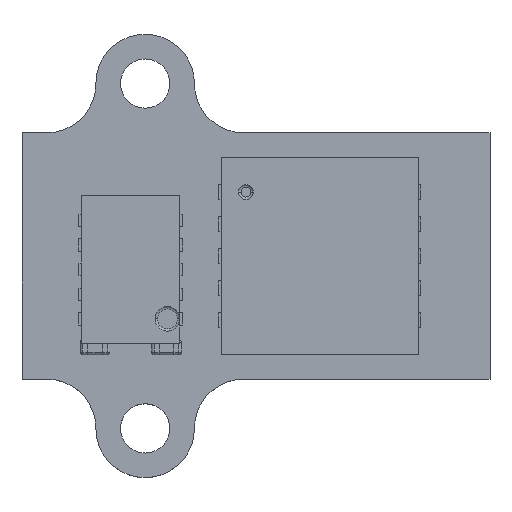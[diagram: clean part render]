
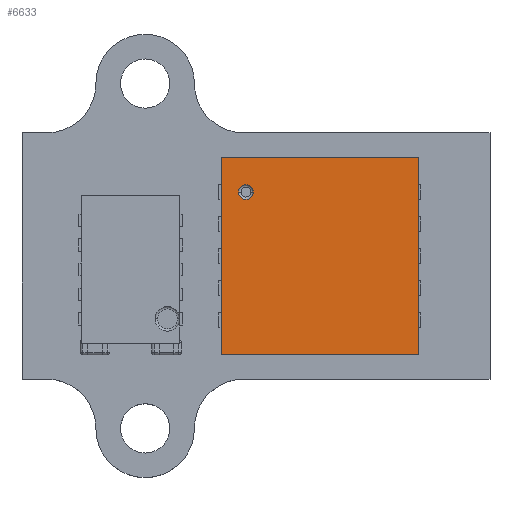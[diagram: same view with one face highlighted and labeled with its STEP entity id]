
A CAD part, top view. The second image highlights one B-rep face of the part: STEP entity #6633.
In plain terms, the highlighted face is planar.
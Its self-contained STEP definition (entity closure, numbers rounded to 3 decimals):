
#6207 = TOROIDAL_SURFACE('',#6208,0.1,0.05);
#6208 = AXIS2_PLACEMENT_3D('',#6209,#6210,#6211);
#6209 = CARTESIAN_POINT('',(-1.3,0.8,1.5));
#6210 = DIRECTION('',(0.,1.,0.));
#6211 = DIRECTION('',(0.,0.,1.));
#6234 = TOROIDAL_SURFACE('',#6235,0.1,0.05);
#6235 = AXIS2_PLACEMENT_3D('',#6236,#6237,#6238);
#6236 = CARTESIAN_POINT('',(-1.3,0.8,1.5));
#6237 = DIRECTION('',(0.,1.,0.));
#6238 = DIRECTION('',(0.,0.,1.));
#6250 = VERTEX_POINT('',#6251);
#6251 = CARTESIAN_POINT('',(-1.3,0.8,1.65));
#6273 = EDGE_CURVE('',#6274,#6250,#6276,.T.);
#6274 = VERTEX_POINT('',#6275);
#6275 = CARTESIAN_POINT('',(-1.3,0.8,1.35));
#6276 = SURFACE_CURVE('',#6277,(#6282,#6289),.PCURVE_S1.);
#6277 = CIRCLE('',#6278,0.15);
#6278 = AXIS2_PLACEMENT_3D('',#6279,#6280,#6281);
#6279 = CARTESIAN_POINT('',(-1.3,0.8,1.5));
#6280 = DIRECTION('',(0.,1.,0.));
#6281 = DIRECTION('',(0.,0.,1.));
#6282 = PCURVE('',#6234,#6283);
#6283 = DEFINITIONAL_REPRESENTATION('',(#6284),#6288);
#6284 = LINE('',#6285,#6286);
#6285 = CARTESIAN_POINT('',(0.,6.283));
#6286 = VECTOR('',#6287,1.);
#6287 = DIRECTION('',(1.,0.));
#6288 = ( GEOMETRIC_REPRESENTATION_CONTEXT(2) 
PARAMETRIC_REPRESENTATION_CONTEXT() REPRESENTATION_CONTEXT('2D SPACE',''
  ) );
#6289 = PCURVE('',#6290,#6295);
#6290 = PLANE('',#6291);
#6291 = AXIS2_PLACEMENT_3D('',#6292,#6293,#6294);
#6292 = CARTESIAN_POINT('',(0.,0.8,0.));
#6293 = DIRECTION('',(0.,1.,0.));
#6294 = DIRECTION('',(0.,0.,1.));
#6295 = DEFINITIONAL_REPRESENTATION('',(#6296),#6300);
#6296 = CIRCLE('',#6297,0.15);
#6297 = AXIS2_PLACEMENT_2D('',#6298,#6299);
#6298 = CARTESIAN_POINT('',(1.5,-1.3));
#6299 = DIRECTION('',(1.,0.));
#6300 = ( GEOMETRIC_REPRESENTATION_CONTEXT(2) 
PARAMETRIC_REPRESENTATION_CONTEXT() REPRESENTATION_CONTEXT('2D SPACE',''
  ) );
#6329 = VERTEX_POINT('',#6330);
#6330 = CARTESIAN_POINT('',(-2.,0.8,-2.));
#6339 = PLANE('',#6340);
#6340 = AXIS2_PLACEMENT_3D('',#6341,#6342,#6343);
#6341 = CARTESIAN_POINT('',(-2.,0.8,2.));
#6342 = DIRECTION('',(1.,0.,0.));
#6343 = DIRECTION('',(0.,0.,-1.));
#6351 = PLANE('',#6352);
#6352 = AXIS2_PLACEMENT_3D('',#6353,#6354,#6355);
#6353 = CARTESIAN_POINT('',(2.,0.8,-2.));
#6354 = DIRECTION('',(0.,0.,1.));
#6355 = DIRECTION('',(1.,0.,0.));
#6363 = EDGE_CURVE('',#6329,#6364,#6366,.T.);
#6364 = VERTEX_POINT('',#6365);
#6365 = CARTESIAN_POINT('',(-2.,0.8,2.));
#6366 = SURFACE_CURVE('',#6367,(#6371,#6378),.PCURVE_S1.);
#6367 = LINE('',#6368,#6369);
#6368 = CARTESIAN_POINT('',(-2.,0.8,2.));
#6369 = VECTOR('',#6370,1.);
#6370 = DIRECTION('',(0.,0.,1.));
#6371 = PCURVE('',#6339,#6372);
#6372 = DEFINITIONAL_REPRESENTATION('',(#6373),#6377);
#6373 = LINE('',#6374,#6375);
#6374 = CARTESIAN_POINT('',(0.,0.));
#6375 = VECTOR('',#6376,1.);
#6376 = DIRECTION('',(-1.,0.));
#6377 = ( GEOMETRIC_REPRESENTATION_CONTEXT(2) 
PARAMETRIC_REPRESENTATION_CONTEXT() REPRESENTATION_CONTEXT('2D SPACE',''
  ) );
#6378 = PCURVE('',#6290,#6379);
#6379 = DEFINITIONAL_REPRESENTATION('',(#6380),#6384);
#6380 = LINE('',#6381,#6382);
#6381 = CARTESIAN_POINT('',(2.,-2.));
#6382 = VECTOR('',#6383,1.);
#6383 = DIRECTION('',(1.,0.));
#6384 = ( GEOMETRIC_REPRESENTATION_CONTEXT(2) 
PARAMETRIC_REPRESENTATION_CONTEXT() REPRESENTATION_CONTEXT('2D SPACE',''
  ) );
#6402 = PLANE('',#6403);
#6403 = AXIS2_PLACEMENT_3D('',#6404,#6405,#6406);
#6404 = CARTESIAN_POINT('',(2.,0.8,2.));
#6405 = DIRECTION('',(0.,0.,-1.));
#6406 = DIRECTION('',(-1.,0.,0.));
#6444 = EDGE_CURVE('',#6364,#6445,#6447,.T.);
#6445 = VERTEX_POINT('',#6446);
#6446 = CARTESIAN_POINT('',(2.,0.8,2.));
#6447 = SURFACE_CURVE('',#6448,(#6452,#6459),.PCURVE_S1.);
#6448 = LINE('',#6449,#6450);
#6449 = CARTESIAN_POINT('',(2.,0.8,2.));
#6450 = VECTOR('',#6451,1.);
#6451 = DIRECTION('',(1.,0.,0.));
#6452 = PCURVE('',#6402,#6453);
#6453 = DEFINITIONAL_REPRESENTATION('',(#6454),#6458);
#6454 = LINE('',#6455,#6456);
#6455 = CARTESIAN_POINT('',(0.,0.));
#6456 = VECTOR('',#6457,1.);
#6457 = DIRECTION('',(-1.,0.));
#6458 = ( GEOMETRIC_REPRESENTATION_CONTEXT(2) 
PARAMETRIC_REPRESENTATION_CONTEXT() REPRESENTATION_CONTEXT('2D SPACE',''
  ) );
#6459 = PCURVE('',#6290,#6460);
#6460 = DEFINITIONAL_REPRESENTATION('',(#6461),#6465);
#6461 = LINE('',#6462,#6463);
#6462 = CARTESIAN_POINT('',(2.,2.));
#6463 = VECTOR('',#6464,1.);
#6464 = DIRECTION('',(0.,1.));
#6465 = ( GEOMETRIC_REPRESENTATION_CONTEXT(2) 
PARAMETRIC_REPRESENTATION_CONTEXT() REPRESENTATION_CONTEXT('2D SPACE',''
  ) );
#6483 = PLANE('',#6484);
#6484 = AXIS2_PLACEMENT_3D('',#6485,#6486,#6487);
#6485 = CARTESIAN_POINT('',(2.,0.8,2.));
#6486 = DIRECTION('',(-1.,0.,0.));
#6487 = DIRECTION('',(0.,0.,1.));
#6520 = EDGE_CURVE('',#6445,#6521,#6523,.T.);
#6521 = VERTEX_POINT('',#6522);
#6522 = CARTESIAN_POINT('',(2.,0.8,-2.));
#6523 = SURFACE_CURVE('',#6524,(#6528,#6535),.PCURVE_S1.);
#6524 = LINE('',#6525,#6526);
#6525 = CARTESIAN_POINT('',(2.,0.8,2.));
#6526 = VECTOR('',#6527,1.);
#6527 = DIRECTION('',(0.,0.,-1.));
#6528 = PCURVE('',#6483,#6529);
#6529 = DEFINITIONAL_REPRESENTATION('',(#6530),#6534);
#6530 = LINE('',#6531,#6532);
#6531 = CARTESIAN_POINT('',(0.,0.));
#6532 = VECTOR('',#6533,1.);
#6533 = DIRECTION('',(-1.,0.));
#6534 = ( GEOMETRIC_REPRESENTATION_CONTEXT(2) 
PARAMETRIC_REPRESENTATION_CONTEXT() REPRESENTATION_CONTEXT('2D SPACE',''
  ) );
#6535 = PCURVE('',#6290,#6536);
#6536 = DEFINITIONAL_REPRESENTATION('',(#6537),#6541);
#6537 = LINE('',#6538,#6539);
#6538 = CARTESIAN_POINT('',(2.,2.));
#6539 = VECTOR('',#6540,1.);
#6540 = DIRECTION('',(-1.,0.));
#6541 = ( GEOMETRIC_REPRESENTATION_CONTEXT(2) 
PARAMETRIC_REPRESENTATION_CONTEXT() REPRESENTATION_CONTEXT('2D SPACE',''
  ) );
#6612 = EDGE_CURVE('',#6521,#6329,#6613,.T.);
#6613 = SURFACE_CURVE('',#6614,(#6618,#6625),.PCURVE_S1.);
#6614 = LINE('',#6615,#6616);
#6615 = CARTESIAN_POINT('',(2.,0.8,-2.));
#6616 = VECTOR('',#6617,1.);
#6617 = DIRECTION('',(-1.,0.,0.));
#6618 = PCURVE('',#6351,#6619);
#6619 = DEFINITIONAL_REPRESENTATION('',(#6620),#6624);
#6620 = LINE('',#6621,#6622);
#6621 = CARTESIAN_POINT('',(0.,0.));
#6622 = VECTOR('',#6623,1.);
#6623 = DIRECTION('',(-1.,0.));
#6624 = ( GEOMETRIC_REPRESENTATION_CONTEXT(2) 
PARAMETRIC_REPRESENTATION_CONTEXT() REPRESENTATION_CONTEXT('2D SPACE',''
  ) );
#6625 = PCURVE('',#6290,#6626);
#6626 = DEFINITIONAL_REPRESENTATION('',(#6627),#6631);
#6627 = LINE('',#6628,#6629);
#6628 = CARTESIAN_POINT('',(-2.,2.));
#6629 = VECTOR('',#6630,1.);
#6630 = DIRECTION('',(0.,-1.));
#6631 = ( GEOMETRIC_REPRESENTATION_CONTEXT(2) 
PARAMETRIC_REPRESENTATION_CONTEXT() REPRESENTATION_CONTEXT('2D SPACE',''
  ) );
#6633 = ADVANCED_FACE('',(#6634,#6659),#6290,.T.);
#6634 = FACE_BOUND('',#6635,.T.);
#6635 = EDGE_LOOP('',(#6636,#6658));
#6636 = ORIENTED_EDGE('',*,*,#6637,.F.);
#6637 = EDGE_CURVE('',#6250,#6274,#6638,.T.);
#6638 = SURFACE_CURVE('',#6639,(#6644,#6651),.PCURVE_S1.);
#6639 = CIRCLE('',#6640,0.15);
#6640 = AXIS2_PLACEMENT_3D('',#6641,#6642,#6643);
#6641 = CARTESIAN_POINT('',(-1.3,0.8,1.5));
#6642 = DIRECTION('',(0.,1.,0.));
#6643 = DIRECTION('',(0.,0.,1.));
#6644 = PCURVE('',#6290,#6645);
#6645 = DEFINITIONAL_REPRESENTATION('',(#6646),#6650);
#6646 = CIRCLE('',#6647,0.15);
#6647 = AXIS2_PLACEMENT_2D('',#6648,#6649);
#6648 = CARTESIAN_POINT('',(1.5,-1.3));
#6649 = DIRECTION('',(1.,0.));
#6650 = ( GEOMETRIC_REPRESENTATION_CONTEXT(2) 
PARAMETRIC_REPRESENTATION_CONTEXT() REPRESENTATION_CONTEXT('2D SPACE',''
  ) );
#6651 = PCURVE('',#6207,#6652);
#6652 = DEFINITIONAL_REPRESENTATION('',(#6653),#6657);
#6653 = LINE('',#6654,#6655);
#6654 = CARTESIAN_POINT('',(0.,6.283));
#6655 = VECTOR('',#6656,1.);
#6656 = DIRECTION('',(1.,0.));
#6657 = ( GEOMETRIC_REPRESENTATION_CONTEXT(2) 
PARAMETRIC_REPRESENTATION_CONTEXT() REPRESENTATION_CONTEXT('2D SPACE',''
  ) );
#6658 = ORIENTED_EDGE('',*,*,#6273,.F.);
#6659 = FACE_BOUND('',#6660,.T.);
#6660 = EDGE_LOOP('',(#6661,#6662,#6663,#6664));
#6661 = ORIENTED_EDGE('',*,*,#6363,.T.);
#6662 = ORIENTED_EDGE('',*,*,#6444,.T.);
#6663 = ORIENTED_EDGE('',*,*,#6520,.T.);
#6664 = ORIENTED_EDGE('',*,*,#6612,.T.);
